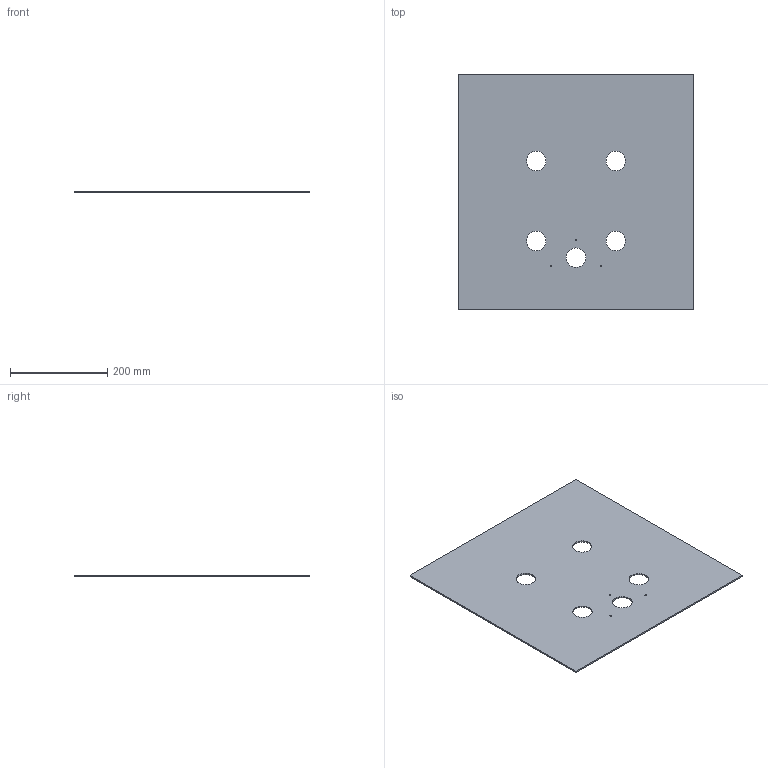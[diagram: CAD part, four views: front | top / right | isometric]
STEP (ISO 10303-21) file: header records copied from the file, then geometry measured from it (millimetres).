
FILE_DESCRIPTION(('FreeCAD Model'),'2;1');
FILE_NAME('Open CASCADE Shape Model','2024-10-17T13:08:50',(''),(''), 'Open CASCADE STEP processor 7.7','Ondsel','Unknown');
FILE_SCHEMA(('AUTOMOTIVE_DESIGN { 1 0 10303 214 1 1 1 1 }'));
Length unit declared in the file: millimetre
Products named in the file (2): Top_Panel_350_Drill; Top_Panel-Body001
Assembly tree (1 placements, depth 2):
  Top_Panel_350_Drill
    Top_Panel-Body001
Bounding box: 483 x 483 x 3 mm (x, y, z)
Volume: 680934.8 mm3; surface area: 461717.6 mm2
Topology: 1 solids, 1 shells, 18 faces, 48 edges, 32 vertices
Faces by surface type: cylinder 12, plane 6
Full cylindrical faces by diameter (mm): 3.2 x3, 40 x5
Entity records: 648 total; most frequent: DIRECTION 112, CARTESIAN_POINT 100, ORIENTED_EDGE 96, EDGE_CURVE 48, AXIS2_PLACEMENT_3D 44, FACE_BOUND 34, EDGE_LOOP 34, VERTEX_POINT 32
